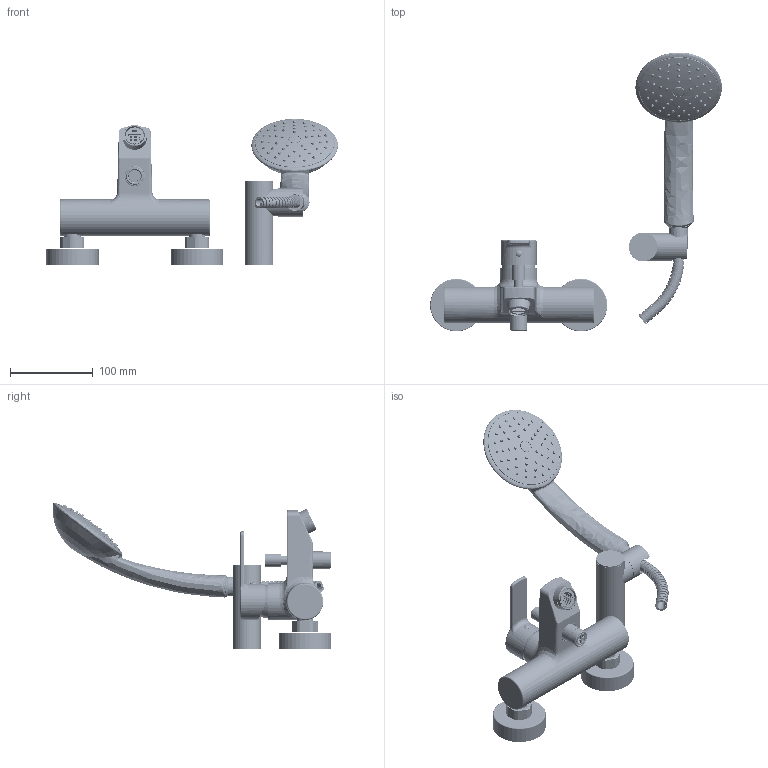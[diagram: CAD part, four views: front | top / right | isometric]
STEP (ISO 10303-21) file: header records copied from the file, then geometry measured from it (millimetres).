
FILE_DESCRIPTION((''),'2;1');
FILE_NAME('RED024CR','2021-11-08T15:22:45',('ut3'),('PAFFONI SpA'),'CREO PARAMETRIC BY PTC INC, 2020044','CREO PARAMETRIC BY PTC INC, 2020044','');
FILE_SCHEMA(('CONFIG_CONTROL_DESIGN','SHAPE_APPEARANCE_LAYERS_GROUPS'));
Length unit declared in the file: millimetre
Products named in the file (1): RED024CR
Bounding box: 351.6 x 335.82 x 176.32 mm (x, y, z)
Volume: 471907.2 mm3; surface area: 297161 mm2
Topology: 9 solids, 11 shells, 4879 faces, 13032 edges, 8368 vertices
Faces by surface type: plane 2513, cylinder 874, cone 600, bspline 376, torus 296, sphere 218, revolution 2
Entity records: 271685 total; most frequent: CARTESIAN_POINT 125364, ORIENTED_EDGE 25988, DIRECTION 23006, EDGE_CURVE 12994, VERTEX_POINT 8365, AXIS2_PLACEMENT_3D 8154, VECTOR 6696, LINE 6696
